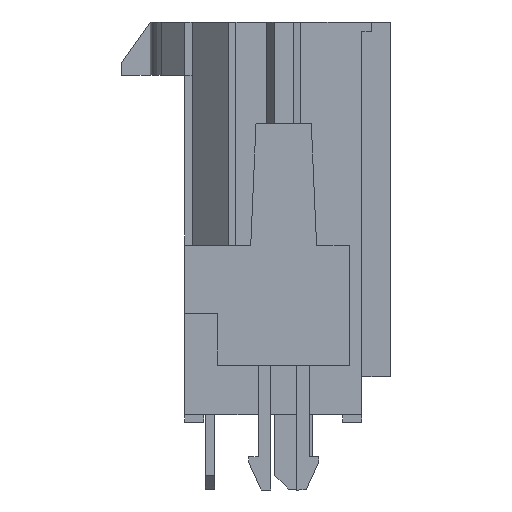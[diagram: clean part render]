
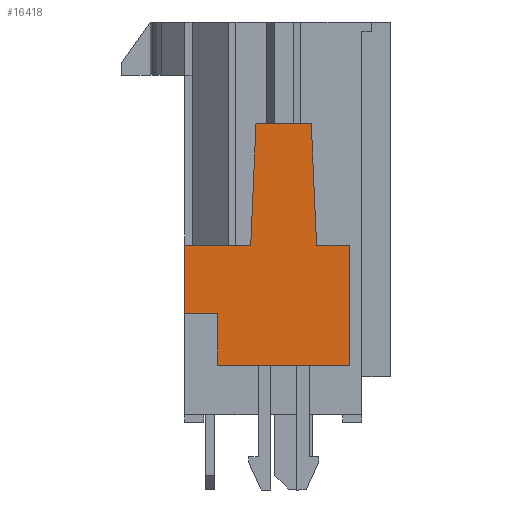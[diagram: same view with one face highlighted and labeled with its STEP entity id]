
A CAD part, left-side view. The second image highlights one B-rep face of the part: STEP entity #16418.
In plain terms, the highlighted planar face has unit normal (-1, 0, 0).
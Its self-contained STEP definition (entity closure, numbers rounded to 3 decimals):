
#34 = CARTESIAN_POINT ( 'NONE',  ( -11.91, -4.9, 8.9 ) ) ;
#39 = EDGE_CURVE ( 'NONE', #6169, #4075, #1496, .T. ) ;
#309 = CARTESIAN_POINT ( 'NONE',  ( -11.91, 0.277, 8.9 ) ) ;
#1247 = VECTOR ( 'NONE', #11995, 1000. ) ;
#1496 = LINE ( 'NONE', #12726, #15802 ) ;
#1502 = ORIENTED_EDGE ( 'NONE', *, *, #17582, .F. ) ;
#1877 = ORIENTED_EDGE ( 'NONE', *, *, #12966, .F. ) ;
#1883 = VECTOR ( 'NONE', #15004, 1000. ) ;
#2326 = LINE ( 'NONE', #8541, #1883 ) ;
#2445 = VERTEX_POINT ( 'NONE', #18622 ) ;
#2760 = VECTOR ( 'NONE', #12219, 1000. ) ;
#2954 = LINE ( 'NONE', #12801, #16159 ) ;
#3488 = VERTEX_POINT ( 'NONE', #12765 ) ;
#3576 = CARTESIAN_POINT ( 'NONE',  ( -11.91, -2.9, 15.25 ) ) ;
#3782 = EDGE_CURVE ( 'NONE', #10864, #17919, #9440, .T. ) ;
#4075 = VERTEX_POINT ( 'NONE', #11431 ) ;
#4109 = ORIENTED_EDGE ( 'NONE', *, *, #9733, .F. ) ;
#4223 = CARTESIAN_POINT ( 'NONE',  ( -11.91, 3.75, 0. ) ) ;
#4714 = CARTESIAN_POINT ( 'NONE',  ( -11.91, -4.9, 2.6 ) ) ;
#5418 = CARTESIAN_POINT ( 'NONE',  ( -11.91, -1.6, 5.3 ) ) ;
#5514 = VECTOR ( 'NONE', #5833, 1000. ) ;
#5833 = DIRECTION ( 'NONE',  ( 0., 1., 0. ) ) ;
#6169 = VERTEX_POINT ( 'NONE', #8070 ) ;
#6212 = CARTESIAN_POINT ( 'NONE',  ( -11.91, -1.6, 10.3 ) ) ;
#6236 = AXIS2_PLACEMENT_3D ( 'NONE', #6212, #19147, #14037 ) ;
#6242 = VECTOR ( 'NONE', #11147, 1000. ) ;
#6334 = ORIENTED_EDGE ( 'NONE', *, *, #39, .F. ) ;
#6456 = VERTEX_POINT ( 'NONE', #309 ) ;
#6486 = ORIENTED_EDGE ( 'NONE', *, *, #7112, .F. ) ;
#6747 = LINE ( 'NONE', #13084, #7382 ) ;
#6848 = VERTEX_POINT ( 'NONE', #7266 ) ;
#7062 = EDGE_CURVE ( 'NONE', #17919, #2445, #10604, .T. ) ;
#7112 = EDGE_CURVE ( 'NONE', #7750, #10864, #2954, .T. ) ;
#7148 = LINE ( 'NONE', #12124, #2760 ) ;
#7266 = CARTESIAN_POINT ( 'NONE',  ( -11.91, 3.75, 8.9 ) ) ;
#7382 = VECTOR ( 'NONE', #17972, 1000. ) ;
#7490 = LINE ( 'NONE', #4223, #10276 ) ;
#7750 = VERTEX_POINT ( 'NONE', #34 ) ;
#8070 = CARTESIAN_POINT ( 'NONE',  ( -11.91, 0., 15.25 ) ) ;
#8337 = ORIENTED_EDGE ( 'NONE', *, *, #3782, .F. ) ;
#8519 = CARTESIAN_POINT ( 'NONE',  ( -11.91, 2., 2.6 ) ) ;
#8541 = CARTESIAN_POINT ( 'NONE',  ( -11.91, -3.177, 8.9 ) ) ;
#9404 = ORIENTED_EDGE ( 'NONE', *, *, #7062, .F. ) ;
#9440 = LINE ( 'NONE', #4714, #6242 ) ;
#9733 = EDGE_CURVE ( 'NONE', #6848, #6456, #7148, .T. ) ;
#10276 = VECTOR ( 'NONE', #10548, 1000. ) ;
#10548 = DIRECTION ( 'NONE',  ( 0., 0., 1. ) ) ;
#10604 = LINE ( 'NONE', #20383, #1247 ) ;
#10750 = ORIENTED_EDGE ( 'NONE', *, *, #14937, .F. ) ;
#10864 = VERTEX_POINT ( 'NONE', #17841 ) ;
#11147 = DIRECTION ( 'NONE',  ( 0., 1., 0. ) ) ;
#11196 = DIRECTION ( 'NONE',  ( 0., 0., -1. ) ) ;
#11221 = DIRECTION ( 'NONE',  ( 0., -1., 0. ) ) ;
#11431 = CARTESIAN_POINT ( 'NONE',  ( -11.91, -2.9, 15.25 ) ) ;
#11995 = DIRECTION ( 'NONE',  ( 0., 0., 1. ) ) ;
#12124 = CARTESIAN_POINT ( 'NONE',  ( -11.91, -1.6, 8.9 ) ) ;
#12193 = EDGE_CURVE ( 'NONE', #6456, #6169, #6747, .T. ) ;
#12219 = DIRECTION ( 'NONE',  ( 0., -1., 0. ) ) ;
#12571 = CARTESIAN_POINT ( 'NONE',  ( -11.91, 3.75, 5.3 ) ) ;
#12691 = ORIENTED_EDGE ( 'NONE', *, *, #15984, .F. ) ;
#12726 = CARTESIAN_POINT ( 'NONE',  ( -11.91, -1.6, 15.25 ) ) ;
#12765 = CARTESIAN_POINT ( 'NONE',  ( -11.91, -3.177, 8.9 ) ) ;
#12801 = CARTESIAN_POINT ( 'NONE',  ( -11.91, -4.9, 8.9 ) ) ;
#12862 = VERTEX_POINT ( 'NONE', #12571 ) ;
#12966 = EDGE_CURVE ( 'NONE', #12862, #6848, #7490, .T. ) ;
#13084 = CARTESIAN_POINT ( 'NONE',  ( -11.91, 0.277, 8.9 ) ) ;
#13871 = LINE ( 'NONE', #5418, #5514 ) ;
#13918 = ORIENTED_EDGE ( 'NONE', *, *, #12193, .F. ) ;
#14037 = DIRECTION ( 'NONE',  ( 0., 0., -1. ) ) ;
#14937 = EDGE_CURVE ( 'NONE', #2445, #12862, #13871, .T. ) ;
#15004 = DIRECTION ( 'NONE',  ( 0., -1., 0. ) ) ;
#15802 = VECTOR ( 'NONE', #11221, 1000. ) ;
#15810 = PLANE ( 'NONE',  #6236 ) ;
#15984 = EDGE_CURVE ( 'NONE', #4075, #3488, #16279, .T. ) ;
#16159 = VECTOR ( 'NONE', #11196, 1000. ) ;
#16279 = LINE ( 'NONE', #3576, #18319 ) ;
#16418 = ADVANCED_FACE ( 'NONE', ( #20316 ), #15810, .F. ) ;
#17368 = EDGE_LOOP ( 'NONE', ( #12691, #6334, #13918, #4109, #1877, #10750, #9404, #8337, #6486, #1502 ) ) ;
#17582 = EDGE_CURVE ( 'NONE', #3488, #7750, #2326, .T. ) ;
#17794 = DIRECTION ( 'NONE',  ( 0., -0.044, -0.999 ) ) ;
#17841 = CARTESIAN_POINT ( 'NONE',  ( -11.91, -4.9, 2.6 ) ) ;
#17919 = VERTEX_POINT ( 'NONE', #8519 ) ;
#17972 = DIRECTION ( 'NONE',  ( 0., -0.044, 0.999 ) ) ;
#18319 = VECTOR ( 'NONE', #17794, 1000. ) ;
#18622 = CARTESIAN_POINT ( 'NONE',  ( -11.91, 2., 5.3 ) ) ;
#19147 = DIRECTION ( 'NONE',  ( 1., 0., 0. ) ) ;
#20316 = FACE_OUTER_BOUND ( 'NONE', #17368, .T. ) ;
#20383 = CARTESIAN_POINT ( 'NONE',  ( -11.91, 2., 10.3 ) ) ;
